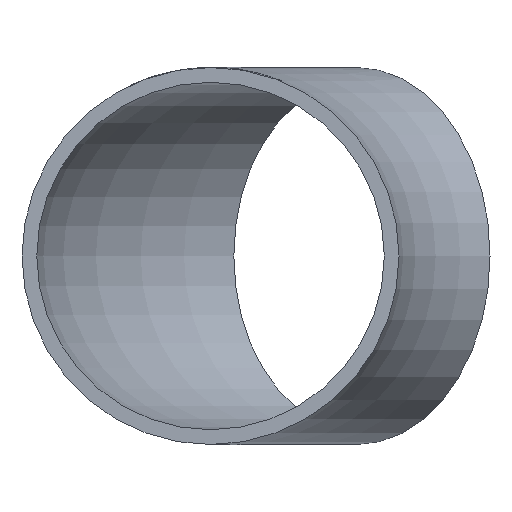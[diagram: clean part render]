
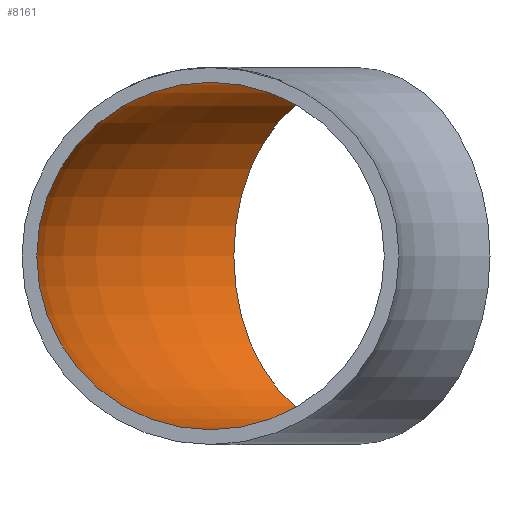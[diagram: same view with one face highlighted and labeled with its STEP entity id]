
A CAD part, front view. The second image highlights one B-rep face of the part: STEP entity #8161.
In plain terms, the highlighted toroidal (fillet/blend) face has major radius 67.5 mm and minor radius 23.5 mm.
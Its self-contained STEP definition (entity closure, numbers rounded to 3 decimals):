
#1388 = CARTESIAN_POINT ( 'NONE',  ( -64.347, 64.347, 0. ) ) ;
#1667 = AXIS2_PLACEMENT_3D ( 'NONE', #4092, #8923, #10190 ) ;
#2325 = DIRECTION ( 'NONE',  ( 0., 1., 0. ) ) ;
#2327 = VERTEX_POINT ( 'NONE', #7388 ) ;
#2766 = FACE_OUTER_BOUND ( 'NONE', #7692, .T. ) ;
#4092 = CARTESIAN_POINT ( 'NONE',  ( 0., 0., 0. ) ) ;
#5265 = ORIENTED_EDGE ( 'NONE', *, *, #8850, .F. ) ;
#6124 = CARTESIAN_POINT ( 'NONE',  ( -47.73, 47.73, 0. ) ) ;
#7130 = EDGE_CURVE ( 'NONE', #14465, #14465, #7171, .T. ) ;
#7171 = CIRCLE ( 'NONE', #12441, 23.5 ) ;
#7388 = CARTESIAN_POINT ( 'NONE',  ( -67.5, 0., 23.5 ) ) ;
#7397 = DIRECTION ( 'NONE',  ( -0.707, 0.707, 0. ) ) ;
#7692 = EDGE_LOOP ( 'NONE', ( #15535 ) ) ;
#8161 = ADVANCED_FACE ( 'NONE', ( #2766, #14893 ), #8461, .F. ) ;
#8461 = TOROIDAL_SURFACE ( 'NONE', #1667, 67.5, 23.5 ) ;
#8850 = EDGE_CURVE ( 'NONE', #2327, #2327, #11038, .T. ) ;
#8923 = DIRECTION ( 'NONE',  ( 0., 0., -1. ) ) ;
#10190 = DIRECTION ( 'NONE',  ( -1., 0., 0. ) ) ;
#11038 = CIRCLE ( 'NONE', #13541, 23.5 ) ;
#11927 = CARTESIAN_POINT ( 'NONE',  ( -67.5, 0., 0. ) ) ;
#12441 = AXIS2_PLACEMENT_3D ( 'NONE', #6124, #14794, #7397 ) ;
#13273 = DIRECTION ( 'NONE',  ( 0., 0., 1. ) ) ;
#13541 = AXIS2_PLACEMENT_3D ( 'NONE', #11927, #2325, #13273 ) ;
#14441 = EDGE_LOOP ( 'NONE', ( #5265 ) ) ;
#14465 = VERTEX_POINT ( 'NONE', #1388 ) ;
#14794 = DIRECTION ( 'NONE',  ( 0.707, 0.707, 0. ) ) ;
#14893 = FACE_OUTER_BOUND ( 'NONE', #14441, .T. ) ;
#15535 = ORIENTED_EDGE ( 'NONE', *, *, #7130, .T. ) ;
